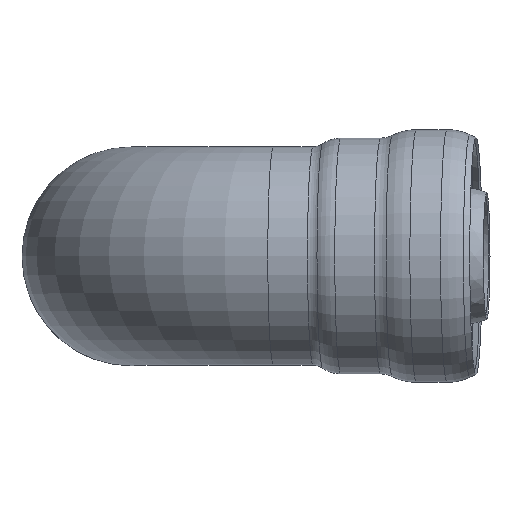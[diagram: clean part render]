
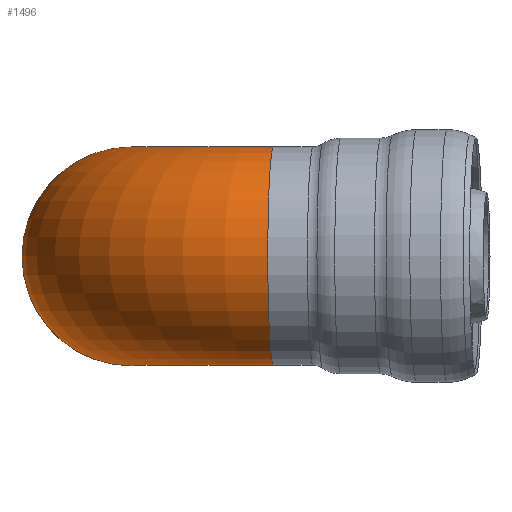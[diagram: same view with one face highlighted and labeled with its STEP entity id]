
A CAD part, top view. The second image highlights one B-rep face of the part: STEP entity #1496.
In plain terms, the highlighted toroidal (fillet/blend) face has major radius 700 mm and minor radius 510 mm.
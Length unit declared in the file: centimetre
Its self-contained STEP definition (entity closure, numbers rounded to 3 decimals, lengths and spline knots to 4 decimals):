
#69=TOROIDAL_SURFACE('',#1672,70.,51.);
#339=FACE_OUTER_BOUND('',#435,.T.);
#435=EDGE_LOOP('',(#1175,#1176,#1177,#1178,#1179));
#553=CIRCLE('',#1653,51.);
#554=CIRCLE('',#1654,51.);
#563=CIRCLE('',#1667,51.);
#566=CIRCLE('',#1673,19.);
#666=VERTEX_POINT('',#2573);
#667=VERTEX_POINT('',#2574);
#675=VERTEX_POINT('',#2599);
#840=EDGE_CURVE('',#666,#667,#553,.T.);
#841=EDGE_CURVE('',#667,#666,#554,.T.);
#853=EDGE_CURVE('',#675,#675,#563,.T.);
#856=EDGE_CURVE('',#675,#666,#566,.T.);
#1175=ORIENTED_EDGE('',*,*,#853,.T.);
#1176=ORIENTED_EDGE('',*,*,#856,.T.);
#1177=ORIENTED_EDGE('',*,*,#840,.T.);
#1178=ORIENTED_EDGE('',*,*,#841,.T.);
#1179=ORIENTED_EDGE('',*,*,#856,.F.);
#1496=ADVANCED_FACE('',(#339),#69,.T.);
#1653=AXIS2_PLACEMENT_3D('',#2575,#1988,#1989);
#1654=AXIS2_PLACEMENT_3D('',#2576,#1990,#1991);
#1667=AXIS2_PLACEMENT_3D('',#2600,#2019,#2020);
#1672=AXIS2_PLACEMENT_3D('',#2606,#2029,#2030);
#1673=AXIS2_PLACEMENT_3D('',#2607,#2031,#2032);
#1988=DIRECTION('center_axis',(0.,0.,
1.));
#1989=DIRECTION('ref_axis',(-1.,0.,0.));
#1990=DIRECTION('center_axis',(0.,0.,
1.));
#1991=DIRECTION('ref_axis',(-1.,0.,0.));
#2019=DIRECTION('center_axis',(-0.999,0.,
-0.052));
#2020=DIRECTION('ref_axis',(0.052,0.,-0.999));
#2029=DIRECTION('center_axis',(0.,1.,0.));
#2030=DIRECTION('ref_axis',(-1.,0.,0.));
#2031=DIRECTION('center_axis',(0.,-1.,0.));
#2032=DIRECTION('ref_axis',(-1.,0.,0.));
#2573=CARTESIAN_POINT('',(51.,0.,114.5725));
#2574=CARTESIAN_POINT('',(-51.,0.,114.5725));
#2575=CARTESIAN_POINT('Origin',(0.,0.,
114.5725));
#2576=CARTESIAN_POINT('Origin',(0.,0.,
114.5725));
#2599=CARTESIAN_POINT('',(69.0056,0.,133.5464));
#2600=CARTESIAN_POINT('Origin',(66.3365,0.,184.4765));
#2606=CARTESIAN_POINT('Origin',(70.,0.,114.5725));
#2607=CARTESIAN_POINT('Origin',(70.,0.,114.5725));
